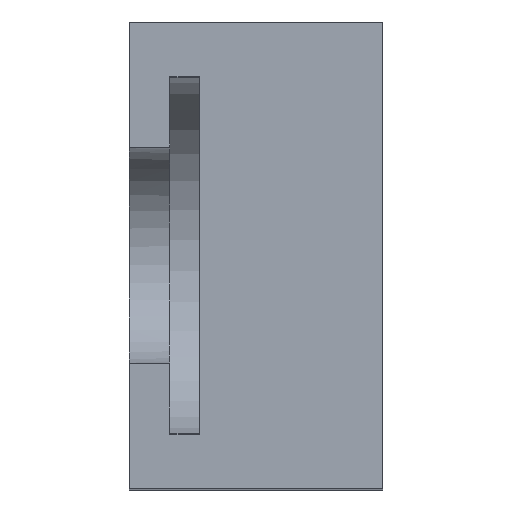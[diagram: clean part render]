
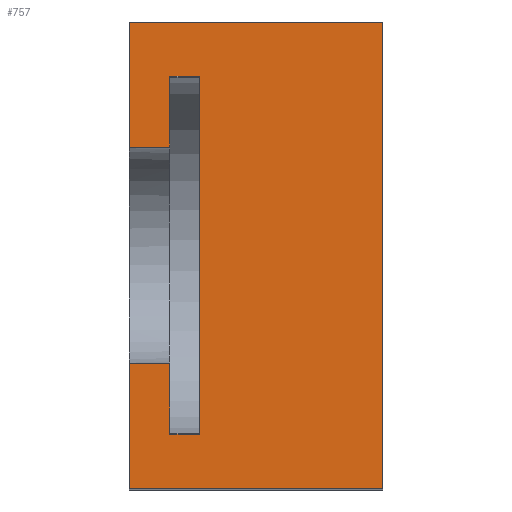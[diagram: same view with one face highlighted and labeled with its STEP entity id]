
A CAD part, top view. The second image highlights one B-rep face of the part: STEP entity #757.
In plain terms, the highlighted planar face has unit normal (0, 0, 1).
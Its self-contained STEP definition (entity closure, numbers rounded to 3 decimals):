
#62=FACE_OUTER_BOUND('',#103,.T.);
#103=EDGE_LOOP('',(#561,#562,#563,#564,#565,#566,#567,#568,#569,#570,#571,
#572,#573,#574));
#144=LINE('',#1079,#230);
#148=LINE('',#1086,#234);
#149=LINE('',#1089,#235);
#151=LINE('',#1100,#237);
#155=LINE('',#1107,#241);
#156=LINE('',#1139,#242);
#163=LINE('',#1155,#249);
#165=LINE('',#1163,#251);
#166=LINE('',#1166,#252);
#167=LINE('',#1168,#253);
#168=LINE('',#1169,#254);
#169=LINE('',#1171,#255);
#170=LINE('',#1173,#256);
#171=LINE('',#1174,#257);
#230=VECTOR('',#873,10.);
#234=VECTOR('',#879,10.);
#235=VECTOR('',#882,10.);
#237=VECTOR('',#888,10.);
#241=VECTOR('',#892,10.);
#242=VECTOR('',#913,10.);
#249=VECTOR('',#922,10.);
#251=VECTOR('',#926,10.);
#252=VECTOR('',#929,10.);
#253=VECTOR('',#930,10.);
#254=VECTOR('',#931,10.);
#255=VECTOR('',#932,10.);
#256=VECTOR('',#933,10.);
#257=VECTOR('',#934,10.);
#315=VERTEX_POINT('',#1076);
#316=VERTEX_POINT('',#1078);
#317=VERTEX_POINT('',#1082);
#318=VERTEX_POINT('',#1084);
#319=VERTEX_POINT('',#1088);
#322=VERTEX_POINT('',#1099);
#325=VERTEX_POINT('',#1105);
#332=VERTEX_POINT('',#1138);
#339=VERTEX_POINT('',#1152);
#340=VERTEX_POINT('',#1154);
#342=VERTEX_POINT('',#1165);
#343=VERTEX_POINT('',#1167);
#344=VERTEX_POINT('',#1170);
#345=VERTEX_POINT('',#1172);
#391=EDGE_CURVE('',#316,#315,#144,.T.);
#395=EDGE_CURVE('',#317,#318,#148,.T.);
#396=EDGE_CURVE('',#319,#317,#149,.T.);
#400=EDGE_CURVE('',#316,#322,#151,.F.);
#404=EDGE_CURVE('',#325,#318,#155,.F.);
#414=EDGE_CURVE('',#319,#332,#156,.T.);
#422=EDGE_CURVE('',#339,#340,#163,.T.);
#425=EDGE_CURVE('',#315,#340,#165,.T.);
#426=EDGE_CURVE('',#342,#339,#166,.F.);
#427=EDGE_CURVE('',#343,#342,#167,.F.);
#428=EDGE_CURVE('',#332,#343,#168,.F.);
#429=EDGE_CURVE('',#325,#344,#169,.F.);
#430=EDGE_CURVE('',#344,#345,#170,.F.);
#431=EDGE_CURVE('',#345,#322,#171,.F.);
#561=ORIENTED_EDGE('',*,*,#391,.T.);
#562=ORIENTED_EDGE('',*,*,#425,.T.);
#563=ORIENTED_EDGE('',*,*,#422,.F.);
#564=ORIENTED_EDGE('',*,*,#426,.F.);
#565=ORIENTED_EDGE('',*,*,#427,.F.);
#566=ORIENTED_EDGE('',*,*,#428,.F.);
#567=ORIENTED_EDGE('',*,*,#414,.F.);
#568=ORIENTED_EDGE('',*,*,#396,.T.);
#569=ORIENTED_EDGE('',*,*,#395,.T.);
#570=ORIENTED_EDGE('',*,*,#404,.F.);
#571=ORIENTED_EDGE('',*,*,#429,.T.);
#572=ORIENTED_EDGE('',*,*,#430,.T.);
#573=ORIENTED_EDGE('',*,*,#431,.T.);
#574=ORIENTED_EDGE('',*,*,#400,.F.);
#724=PLANE('',#819);
#757=ADVANCED_FACE('',(#62),#724,.T.);
#819=AXIS2_PLACEMENT_3D('',#1164,#927,#928);
#873=DIRECTION('',(1.,0.,0.));
#879=DIRECTION('',(-1.,0.,0.));
#882=DIRECTION('',(0.,1.,0.));
#888=DIRECTION('',(0.,-1.,0.));
#892=DIRECTION('',(0.,-1.,0.));
#913=DIRECTION('',(0.,-1.,0.));
#922=DIRECTION('',(0.,-1.,0.));
#926=DIRECTION('',(0.,1.,0.));
#927=DIRECTION('center_axis',(0.,0.,
1.));
#928=DIRECTION('ref_axis',(1.,0.,0.));
#929=DIRECTION('',(1.,0.,0.));
#930=DIRECTION('',(0.,-1.,0.));
#931=DIRECTION('',(-1.,0.,0.));
#932=DIRECTION('',(-1.,0.,0.));
#933=DIRECTION('',(0.,-1.,0.));
#934=DIRECTION('',(1.,0.,0.));
#1076=CARTESIAN_POINT('',(3.,33.4,68.6));
#1078=CARTESIAN_POINT('',(0.,33.4,68.6));
#1079=CARTESIAN_POINT('',(3.194,33.4,68.6));
#1082=CARTESIAN_POINT('',(3.,17.4,68.6));
#1084=CARTESIAN_POINT('',(0.,17.4,68.6));
#1086=CARTESIAN_POINT('',(5.194,17.4,68.6));
#1088=CARTESIAN_POINT('',(3.,16.42,68.6));
#1089=CARTESIAN_POINT('',(3.,25.401,68.6));
#1099=CARTESIAN_POINT('',(0.,42.65,68.6));
#1100=CARTESIAN_POINT('',(0.,25.55,68.6));
#1105=CARTESIAN_POINT('',(0.,8.15,68.6));
#1107=CARTESIAN_POINT('',(0.,25.55,68.6));
#1138=CARTESIAN_POINT('',(3.,12.15,68.6));
#1139=CARTESIAN_POINT('',(3.,25.333,68.6));
#1152=CARTESIAN_POINT('',(3.,38.65,68.6));
#1154=CARTESIAN_POINT('',(3.,34.38,68.6));
#1155=CARTESIAN_POINT('',(3.,25.333,68.6));
#1163=CARTESIAN_POINT('',(3.,25.401,68.6));
#1164=CARTESIAN_POINT('Origin',(6.388,25.267,68.6));
#1165=CARTESIAN_POINT('',(5.2,38.65,68.6));
#1166=CARTESIAN_POINT('',(5.244,38.65,68.6));
#1167=CARTESIAN_POINT('',(5.2,12.15,68.6));
#1168=CARTESIAN_POINT('',(5.2,25.317,68.6));
#1169=CARTESIAN_POINT('',(5.244,12.15,68.6));
#1170=CARTESIAN_POINT('',(18.75,8.15,68.6));
#1171=CARTESIAN_POINT('',(7.882,8.15,68.6));
#1172=CARTESIAN_POINT('',(18.75,42.65,68.6));
#1173=CARTESIAN_POINT('',(18.75,25.306,68.6));
#1174=CARTESIAN_POINT('',(7.882,42.65,68.6));
